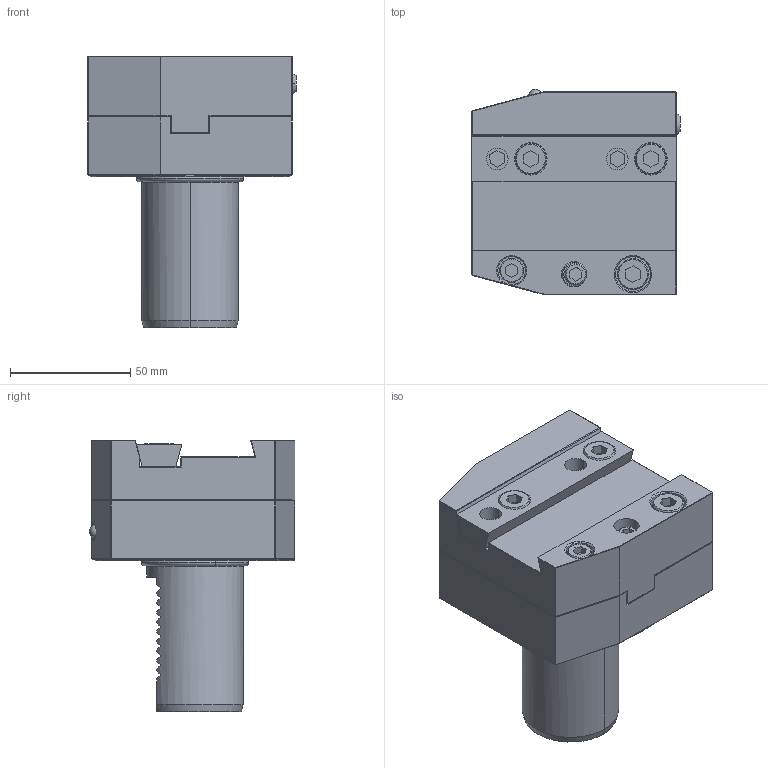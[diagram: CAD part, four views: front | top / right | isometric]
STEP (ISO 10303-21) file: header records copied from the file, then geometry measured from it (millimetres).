
FILE_DESCRIPTION (( 'STEP AP203' ), '1' );
FILE_NAME ('409.65.32.STEP', '2016-11-26T06:40:02', ( '' ), ( '' ), 'SwSTEP 2.0', 'SolidWorks 2012', '' );
FILE_SCHEMA (( 'CONFIG_CONTROL_DESIGN' ));
Products named in the file (14): 409.65.32; M8xP1.25x30L; M8xP1.25x12L; 2-99.015.0400850A8刀具前座壓條修改; M8xP1.25x16L; 7止水鉚珠; 2-44100006N4出水銅嘴; 39.4大O型環; M6x30; 10.5小O型環; 皿頭_M4xP0.7x8L; 偏心調整轉軸; VDI40H1固定刀具前座32; VDI40_H1_32
Assembly tree (15 placements, depth 2):
  409.65.32
    VDI40_H1_32
    VDI40H1固定刀具前座32
    皿頭_M4xP0.7x8L
    偏心調整轉軸
    10.5小O型環
    39.4大O型環
    7止水鉚珠
    2-44100006N4出水銅嘴
    M6x30
    M8xP1.25x16L  x2
    M8xP1.25x12L  x2
    M8xP1.25x30L
    2-99.015.0400850A8刀具前座壓條修改
Bounding box: 86.6 x 85.53 x 113.1 mm (x, y, z)
Volume: 386913.2 mm3; surface area: 83071.3 mm2
Topology: 16 solids, 16 shells, 938 faces, 2448 edges, 1543 vertices
Faces by surface type: cylinder 438, plane 256, cone 177, bspline 32, torus 31, sphere 4
Entity records: 62699 total; most frequent: CARTESIAN_POINT 42331, ORIENTED_EDGE 4378, DIRECTION 3527, EDGE_CURVE 2189, VERTEX_POINT 1387, AXIS2_PLACEMENT_3D 1266, VECTOR 995, LINE 995
